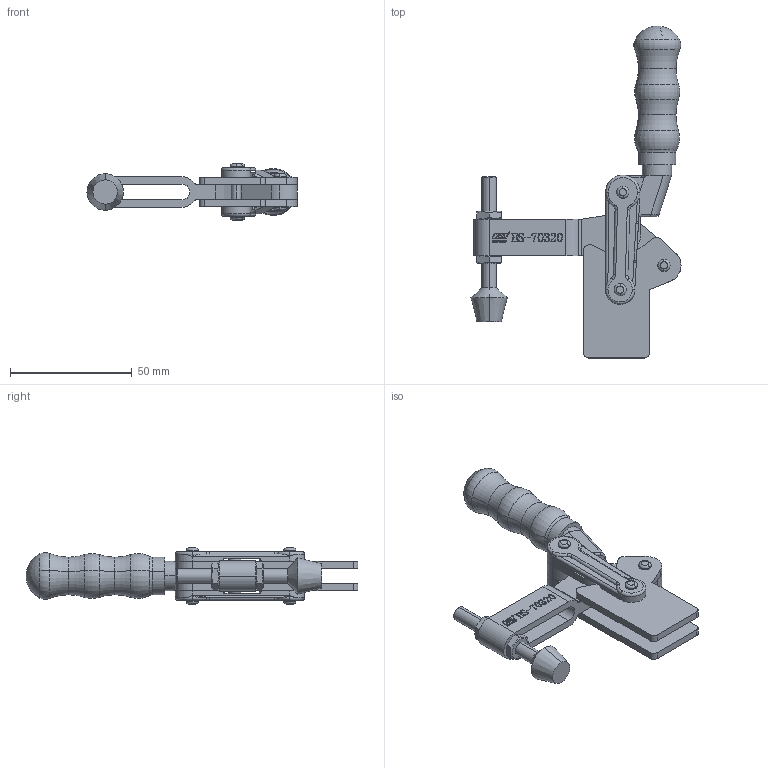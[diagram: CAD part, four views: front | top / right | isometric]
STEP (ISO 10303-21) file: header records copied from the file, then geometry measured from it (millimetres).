
FILE_DESCRIPTION (( 'STEP AP203' ), '1' );
FILE_NAME ('HS-70320 装配体.STEP', '2018-12-07T08:18:45', ( 'PCOS' ), ( '微软中国' ), 'SwSTEP 2.0', 'SolidWorks 2012', '' );
FILE_SCHEMA (( 'CONFIG_CONTROL_DESIGN' ));
Length unit declared in the file: millimetre
Products named in the file (11): HS-70320 蚾饜极; hexagon head bolts-full thread gb_GB_FASTENER_BOLT_STBAB A M6X50-N; hex thin nuts-grades ab-chamfered gb_GB_FASTENER_NUT_STNAB M6-N; 揤輸; 揤旋; 种2; 种1; 忒梟; 忒參; 蟀裝; 菁釱
Assembly tree (14 placements, depth 2):
  HS-70320 蚾饜极
    菁釱
    蟀裝  x2
    忒參
    忒梟
    种1  x2
    种2  x2
    揤旋
    揤輸
    hex thin nuts-grades ab-chamfered gb_GB_FASTENER_NUT_STNAB M6-N  x2
    hexagon head bolts-full thread gb_GB_FASTENER_BOLT_STBAB A M6X50-N
Bounding box: 86.23 x 136.25 x 23 mm (x, y, z)
Volume: 43262.7 mm3; surface area: 26713.4 mm2
Topology: 15 solids, 15 shells, 661 faces, 1716 edges, 1123 vertices
Faces by surface type: plane 279, cylinder 151, bspline 145, torus 54, cone 30, sphere 2
Entity records: 26538 total; most frequent: CARTESIAN_POINT 10996, ORIENTED_EDGE 3194, DIRECTION 2575, EDGE_CURVE 1597, VERTEX_POINT 1049, AXIS2_PLACEMENT_3D 860, LINE 855, VECTOR 855
